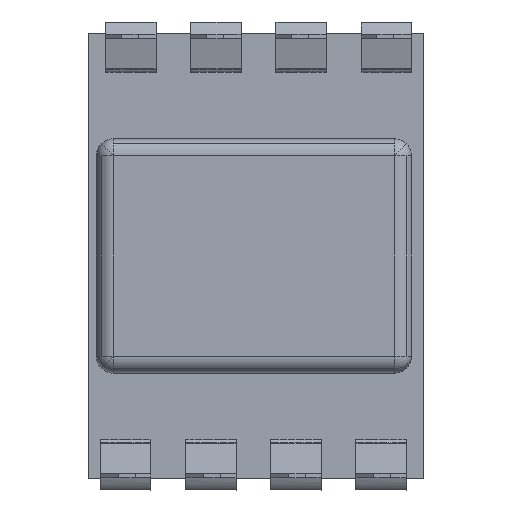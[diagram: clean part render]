
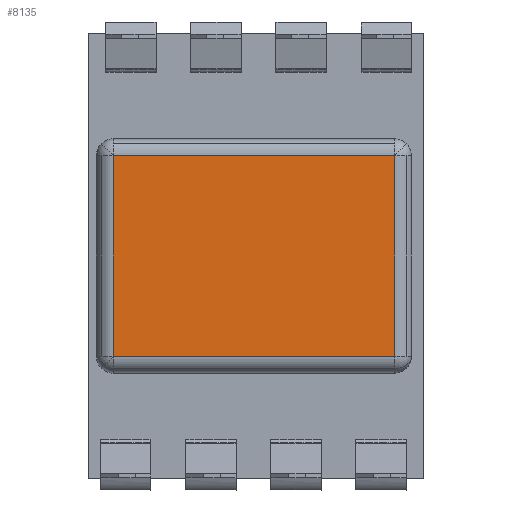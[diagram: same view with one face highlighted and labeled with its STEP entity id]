
A CAD part, front view. The second image highlights one B-rep face of the part: STEP entity #8135.
In plain terms, the highlighted planar face has unit normal (0, -1, 0).
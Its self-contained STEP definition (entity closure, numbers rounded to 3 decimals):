
#67 = EDGE_LOOP ( 'NONE', ( #4787, #3007, #4250, #2635 ) ) ;
#217 = DIRECTION ( 'NONE',  ( -1., 0., 0. ) ) ;
#245 = LINE ( 'NONE', #4239, #5967 ) ;
#254 = CARTESIAN_POINT ( 'NONE',  ( 49.076, -11.074, 16.641 ) ) ;
#268 = LINE ( 'NONE', #6679, #1363 ) ;
#389 = DIRECTION ( 'NONE',  ( 0., 0., 1. ) ) ;
#766 = AXIS2_PLACEMENT_3D ( 'NONE', #3222, #2590, #6432 ) ;
#923 = DIRECTION ( 'NONE',  ( 1., 0., 0. ) ) ;
#1363 = VECTOR ( 'NONE', #217, 1000. ) ;
#1701 = VERTEX_POINT ( 'NONE', #8838 ) ;
#2120 = CARTESIAN_POINT ( 'NONE',  ( 49.076, -11.074, -30.784 ) ) ;
#2590 = DIRECTION ( 'NONE',  ( 0., 1., 0. ) ) ;
#2635 = ORIENTED_EDGE ( 'NONE', *, *, #4870, .F. ) ;
#3007 = ORIENTED_EDGE ( 'NONE', *, *, #9102, .F. ) ;
#3180 = VERTEX_POINT ( 'NONE', #4859 ) ;
#3222 = CARTESIAN_POINT ( 'NONE',  ( 7.076, -11.074, -0.834 ) ) ;
#3384 = VERTEX_POINT ( 'NONE', #2120 ) ;
#4239 = CARTESIAN_POINT ( 'NONE',  ( -34.924, -11.074, -17.309 ) ) ;
#4243 = LINE ( 'NONE', #254, #5946 ) ;
#4250 = ORIENTED_EDGE ( 'NONE', *, *, #4807, .F. ) ;
#4388 = DIRECTION ( 'NONE',  ( 0., 0., -1. ) ) ;
#4787 = ORIENTED_EDGE ( 'NONE', *, *, #7123, .F. ) ;
#4807 = EDGE_CURVE ( 'NONE', #7432, #1701, #9709, .T. ) ;
#4859 = CARTESIAN_POINT ( 'NONE',  ( -34.924, -11.074, -30.784 ) ) ;
#4870 = EDGE_CURVE ( 'NONE', #3180, #7432, #245, .T. ) ;
#5946 = VECTOR ( 'NONE', #4388, 1000. ) ;
#5967 = VECTOR ( 'NONE', #389, 1000. ) ;
#6432 = DIRECTION ( 'NONE',  ( 1., 0., 0. ) ) ;
#6656 = CARTESIAN_POINT ( 'NONE',  ( -34.924, -11.074, 29.116 ) ) ;
#6679 = CARTESIAN_POINT ( 'NONE',  ( 30.576, -11.074, -30.784 ) ) ;
#7123 = EDGE_CURVE ( 'NONE', #3384, #3180, #268, .T. ) ;
#7432 = VERTEX_POINT ( 'NONE', #6656 ) ;
#8127 = CARTESIAN_POINT ( 'NONE',  ( -16.424, -11.074, 29.116 ) ) ;
#8135 = ADVANCED_FACE ( 'NONE', ( #10373 ), #8943, .F. ) ;
#8838 = CARTESIAN_POINT ( 'NONE',  ( 49.076, -11.074, 29.116 ) ) ;
#8943 = PLANE ( 'NONE',  #766 ) ;
#9102 = EDGE_CURVE ( 'NONE', #1701, #3384, #4243, .T. ) ;
#9709 = LINE ( 'NONE', #8127, #10164 ) ;
#10164 = VECTOR ( 'NONE', #923, 1000. ) ;
#10373 = FACE_OUTER_BOUND ( 'NONE', #67, .T. ) ;
